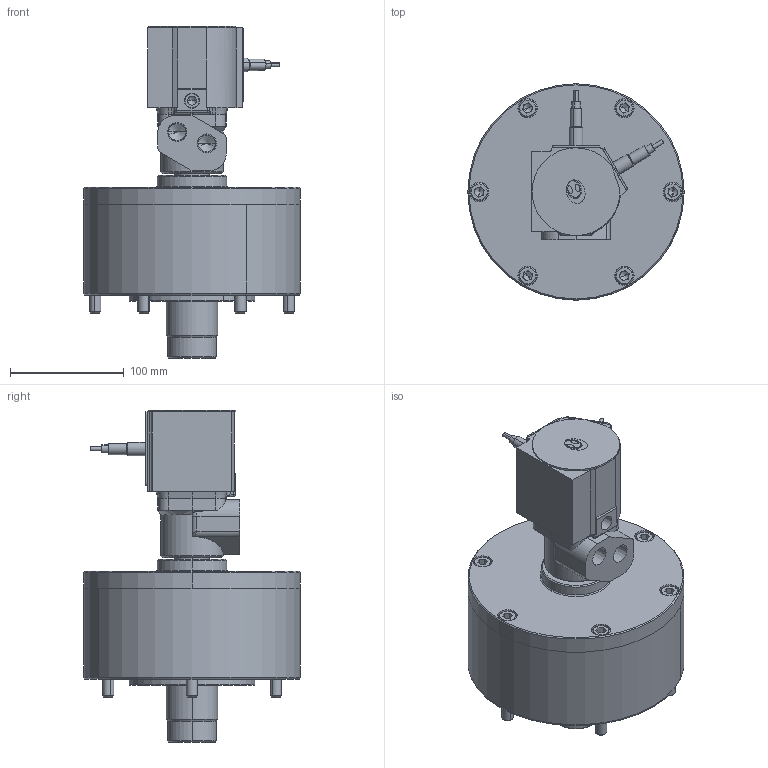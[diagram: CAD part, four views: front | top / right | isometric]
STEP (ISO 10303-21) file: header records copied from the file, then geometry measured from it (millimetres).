
FILE_DESCRIPTION (( 'STEP AP203' ), '1' );
FILE_NAME ('CF-RS-150.STEP', '2022-04-26T05:46:36', ( '' ), ( '' ), 'SwSTEP 2.0', 'SolidWorks 2016', '' );
FILE_SCHEMA (( 'CONFIG_CONTROL_DESIGN' ));
Length unit declared in the file: millimetre
Products named in the file (10): RK-150缸體; RS-150活塞; CF-RS-150; 圓頭內六角螺栓_M10x100; IFS287; RK-100閥體(小); RS-100行控盒; RS-100感應器定位板; RS-100蓋板; RS-150閥軸
Assembly tree (16 placements, depth 2):
  CF-RS-150
    RK-100閥體(小)
    RS-100行控盒
    RS-100感應器定位板  x2
    RS-100蓋板
    RS-150閥軸
    RK-150缸體
    RS-150活塞
    圓頭內六角螺栓_M10x100  x6
    IFS287  x2
Bounding box: 190 x 190 x 291.6 mm (x, y, z)
Volume: 2803108.8 mm3; surface area: 407552.2 mm2
Topology: 16 solids, 16 shells, 619 faces, 1428 edges, 867 vertices
Faces by surface type: cylinder 246, plane 230, cone 110, bspline 21, torus 10, sphere 2
Entity records: 14934 total; most frequent: CARTESIAN_POINT 3247, DIRECTION 2338, ORIENTED_EDGE 2022, EDGE_CURVE 1011, AXIS2_PLACEMENT_3D 931, VERTEX_POINT 644, EDGE_LOOP 561, CIRCLE 477
